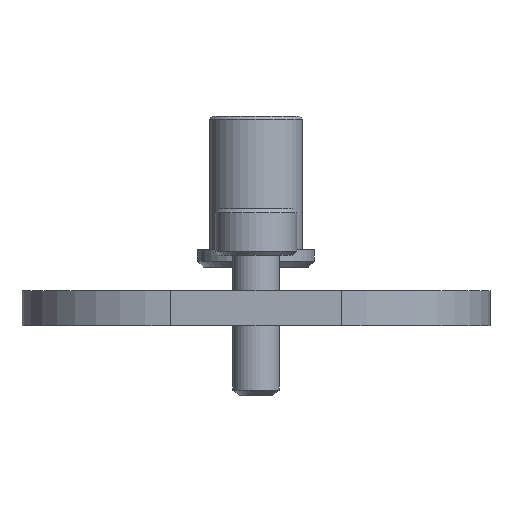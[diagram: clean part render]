
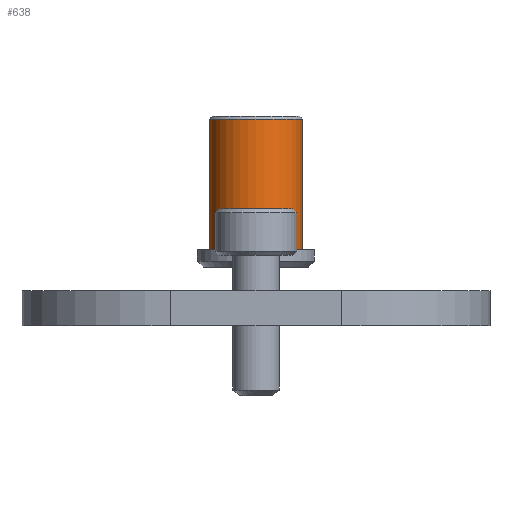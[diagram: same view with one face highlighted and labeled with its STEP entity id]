
A CAD part, front view. The second image highlights one B-rep face of the part: STEP entity #638.
In plain terms, the highlighted cylindrical face has radius 3.98 mm (diameter 7.96 mm), a partial arc.
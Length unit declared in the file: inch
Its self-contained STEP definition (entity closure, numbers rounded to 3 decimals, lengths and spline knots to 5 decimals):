
#24 = ORIENTED_EDGE ( 'NONE', *, *, #3013, .F. ) ;
#95 = EDGE_CURVE ( 'NONE', #1239, #1159, #1533, .T. ) ;
#185 = DIRECTION ( 'NONE',  ( -1., 0., 0. ) ) ;
#237 = CARTESIAN_POINT ( 'NONE',  ( 0., 0., -0.29626 ) ) ;
#266 = CARTESIAN_POINT ( 'NONE',  ( 0., 0., -0.2372 ) ) ;
#349 = VECTOR ( 'NONE', #2642, 39.37008 ) ;
#354 = DIRECTION ( 'NONE',  ( 0., 0., -1. ) ) ;
#413 = VECTOR ( 'NONE', #853, 39.37008 ) ;
#421 = FACE_OUTER_BOUND ( 'NONE', #1687, .T. ) ;
#638 = ADVANCED_FACE ( 'NONE', ( #421 ), #666, .T. ) ;
#666 = CYLINDRICAL_SURFACE ( 'NONE', #1715, 0.15669 ) ;
#853 = DIRECTION ( 'NONE',  ( 0., 0., -1. ) ) ;
#857 = CARTESIAN_POINT ( 'NONE',  ( 0., 0., 0.20177 ) ) ;
#1030 = CARTESIAN_POINT ( 'NONE',  ( 0.15669, 0., -0.29626 ) ) ;
#1131 = AXIS2_PLACEMENT_3D ( 'NONE', #857, #354, #1799 ) ;
#1159 = VERTEX_POINT ( 'NONE', #1981 ) ;
#1201 = ORIENTED_EDGE ( 'NONE', *, *, #1692, .T. ) ;
#1239 = VERTEX_POINT ( 'NONE', #2553 ) ;
#1404 = DIRECTION ( 'NONE',  ( 0., 0., -1. ) ) ;
#1468 = EDGE_CURVE ( 'NONE', #2291, #3015, #1912, .T. ) ;
#1533 = LINE ( 'NONE', #2741, #413 ) ;
#1687 = EDGE_LOOP ( 'NONE', ( #2948, #1201, #2195, #24 ) ) ;
#1692 = EDGE_CURVE ( 'NONE', #2291, #1239, #2272, .T. ) ;
#1715 = AXIS2_PLACEMENT_3D ( 'NONE', #237, #1404, #185 ) ;
#1722 = CARTESIAN_POINT ( 'NONE',  ( 0.15669, 0., -0.2372 ) ) ;
#1799 = DIRECTION ( 'NONE',  ( -1., 0., 0. ) ) ;
#1912 = LINE ( 'NONE', #1030, #349 ) ;
#1945 = DIRECTION ( 'NONE',  ( 0., 0., -1. ) ) ;
#1981 = CARTESIAN_POINT ( 'NONE',  ( -0.15669, 0., -0.2372 ) ) ;
#2195 = ORIENTED_EDGE ( 'NONE', *, *, #95, .T. ) ;
#2272 = CIRCLE ( 'NONE', #1131, 0.15669 ) ;
#2291 = VERTEX_POINT ( 'NONE', #3003 ) ;
#2533 = CIRCLE ( 'NONE', #2835, 0.15669 ) ;
#2553 = CARTESIAN_POINT ( 'NONE',  ( -0.15669, 0., 0.20177 ) ) ;
#2642 = DIRECTION ( 'NONE',  ( 0., 0., -1. ) ) ;
#2653 = DIRECTION ( 'NONE',  ( -1., 0., 0. ) ) ;
#2741 = CARTESIAN_POINT ( 'NONE',  ( -0.15669, 0., -0.29626 ) ) ;
#2835 = AXIS2_PLACEMENT_3D ( 'NONE', #266, #1945, #2653 ) ;
#2948 = ORIENTED_EDGE ( 'NONE', *, *, #1468, .F. ) ;
#3003 = CARTESIAN_POINT ( 'NONE',  ( 0.15669, 0., 0.20177 ) ) ;
#3013 = EDGE_CURVE ( 'NONE', #3015, #1159, #2533, .T. ) ;
#3015 = VERTEX_POINT ( 'NONE', #1722 ) ;
